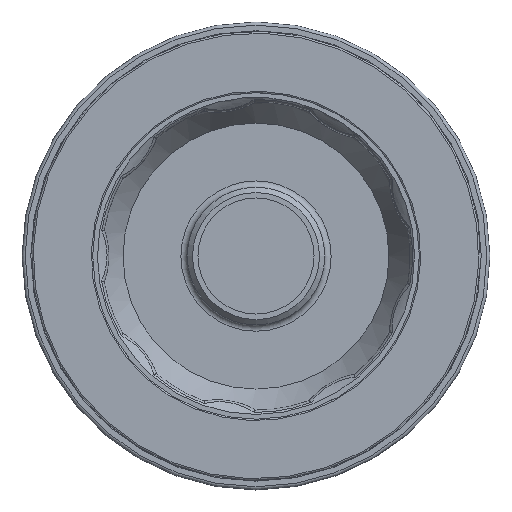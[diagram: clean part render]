
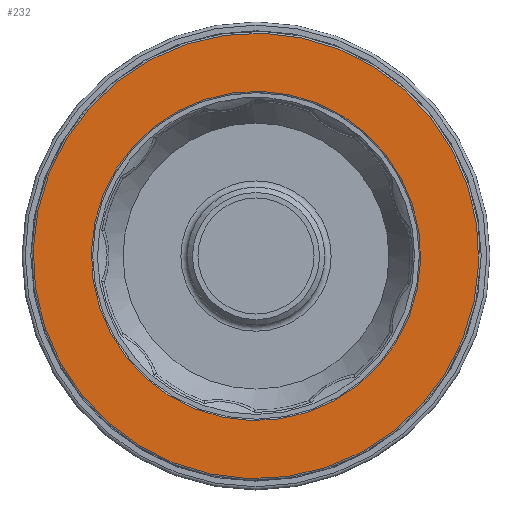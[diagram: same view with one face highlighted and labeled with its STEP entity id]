
A CAD part, top view. The second image highlights one B-rep face of the part: STEP entity #232.
In plain terms, the highlighted planar face has unit normal (0, 0, 1).
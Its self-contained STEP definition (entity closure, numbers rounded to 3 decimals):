
#232 = ADVANCED_FACE( '', ( #671, #672 ), #673, .F. );
#671 = FACE_BOUND( '', #1567, .T. );
#672 = FACE_OUTER_BOUND( '', #1568, .T. );
#673 = PLANE( '', #1569 );
#1567 = EDGE_LOOP( '', ( #3417 ) );
#1568 = EDGE_LOOP( '', ( #3418 ) );
#1569 = AXIS2_PLACEMENT_3D( '', #3419, #3420, #3421 );
#3417 = ORIENTED_EDGE( '', *, *, #6869, .T. );
#3418 = ORIENTED_EDGE( '', *, *, #6864, .T. );
#3419 = CARTESIAN_POINT( '', ( 0., 71.55, 15.35 ) );
#3420 = DIRECTION( '', ( 0., 0., -1. ) );
#3421 = DIRECTION( '', ( -1., 0., 0. ) );
#6864 = EDGE_CURVE( '', #8006, #8006, #8007, .F. );
#6869 = EDGE_CURVE( '', #8016, #8016, #8017, .T. );
#8006 = VERTEX_POINT( '', #9908 );
#8007 = CIRCLE( '', #9909, 71.05 );
#8016 = VERTEX_POINT( '', #9918 );
#8017 = CIRCLE( '', #9919, 52.5 );
#9908 = CARTESIAN_POINT( '', ( -71.05, 0., 15.35 ) );
#9909 = AXIS2_PLACEMENT_3D( '', #15370, #15371, #15372 );
#9918 = CARTESIAN_POINT( '', ( -52.5, 0., 15.35 ) );
#9919 = AXIS2_PLACEMENT_3D( '', #15385, #15386, #15387 );
#15370 = CARTESIAN_POINT( '', ( 0., 0., 15.35 ) );
#15371 = DIRECTION( '', ( 0., 0., -1. ) );
#15372 = DIRECTION( '', ( -1., 0., 0. ) );
#15385 = CARTESIAN_POINT( '', ( 0., 0., 15.35 ) );
#15386 = DIRECTION( '', ( 0., 0., -1. ) );
#15387 = DIRECTION( '', ( -1., 0., 0. ) );
